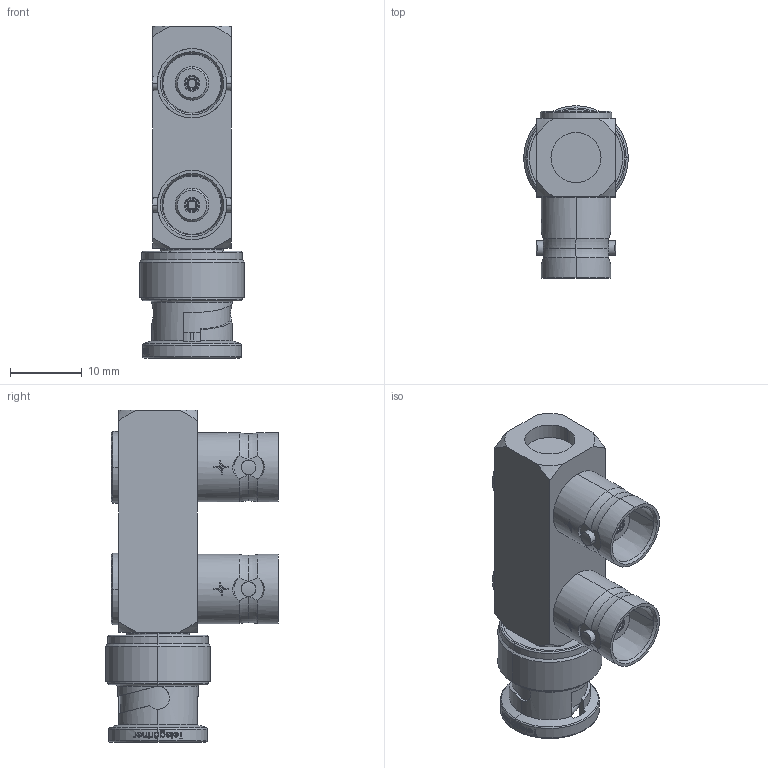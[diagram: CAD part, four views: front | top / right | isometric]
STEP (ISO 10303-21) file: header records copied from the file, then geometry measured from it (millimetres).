
FILE_DESCRIPTION (( 'STEP AP214' ), '1' );
FILE_NAME ('J01004A0002.STEP', '2018-02-27T11:07:40', ( '' ), ( '' ), 'SwSTEP 2.0', 'SolidWorks 2017', '' );
FILE_SCHEMA (( 'AUTOMOTIVE_DESIGN' ));
Length unit declared in the file: millimetre
Products named in the file (1): J01004A0002
Bounding box: 14.6 x 24.1 x 46.35 mm (x, y, z)
Volume: 6644.6 mm3; surface area: 4264.3 mm2
Topology: 1 solids, 5 shells, 525 faces, 1331 edges, 871 vertices
Faces by surface type: plane 193, cylinder 136, cone 78, bspline 78, torus 40
Entity records: 24929 total; most frequent: CARTESIAN_POINT 7411, ORIENTED_EDGE 2662, DIRECTION 2200, EDGE_CURVE 1331, VERTEX_POINT 871, AXIS2_PLACEMENT_3D 839, EDGE_LOOP 584, ADVANCED_FACE 525
